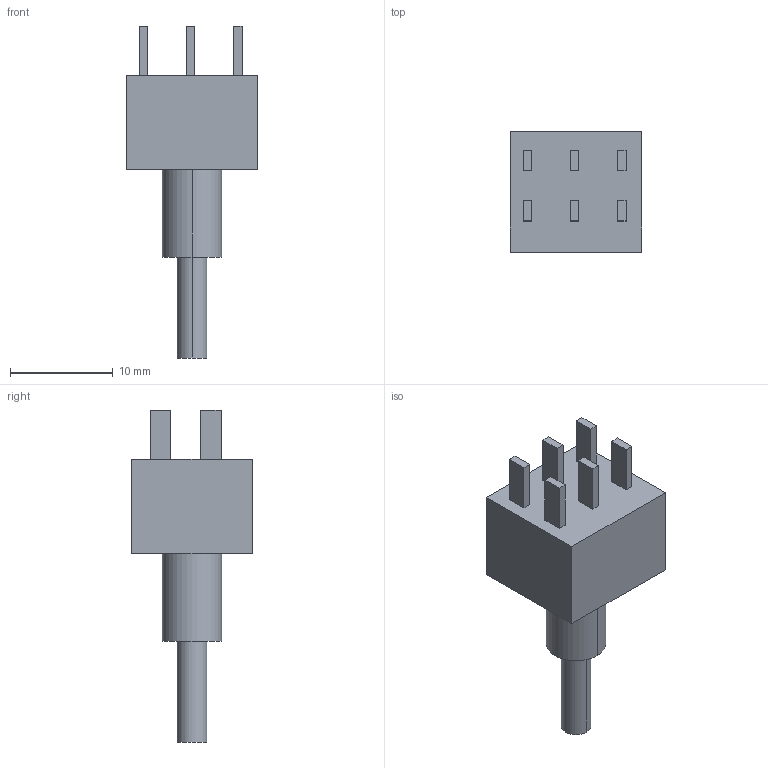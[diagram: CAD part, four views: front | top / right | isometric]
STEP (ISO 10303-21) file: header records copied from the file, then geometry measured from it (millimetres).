
FILE_DESCRIPTION((''),'2;1');
FILE_NAME('TOGGLE_SWITCH','2021-07-25T12:15:05',('wangb'),(''),'CREO PARAMETRIC BY PTC INC, 2018050','CREO PARAMETRIC BY PTC INC, 2018050','');
FILE_SCHEMA(('CONFIG_CONTROL_DESIGN'));
Length unit declared in the file: millimetre
Products named in the file (1): TOGGLE_SWITCH
Bounding box: 12.85 x 11.72 x 32.35 mm (x, y, z)
Volume: 1721.7 mm3; surface area: 1159.4 mm2
Topology: 1 solids, 1 shells, 42 faces, 96 edges, 64 vertices
Faces by surface type: plane 38, cylinder 4
Entity records: 1206 total; most frequent: CARTESIAN_POINT 202, ORIENTED_EDGE 192, DIRECTION 188, EDGE_CURVE 96, VECTOR 88, LINE 88, VERTEX_POINT 64, AXIS2_PLACEMENT_3D 50
